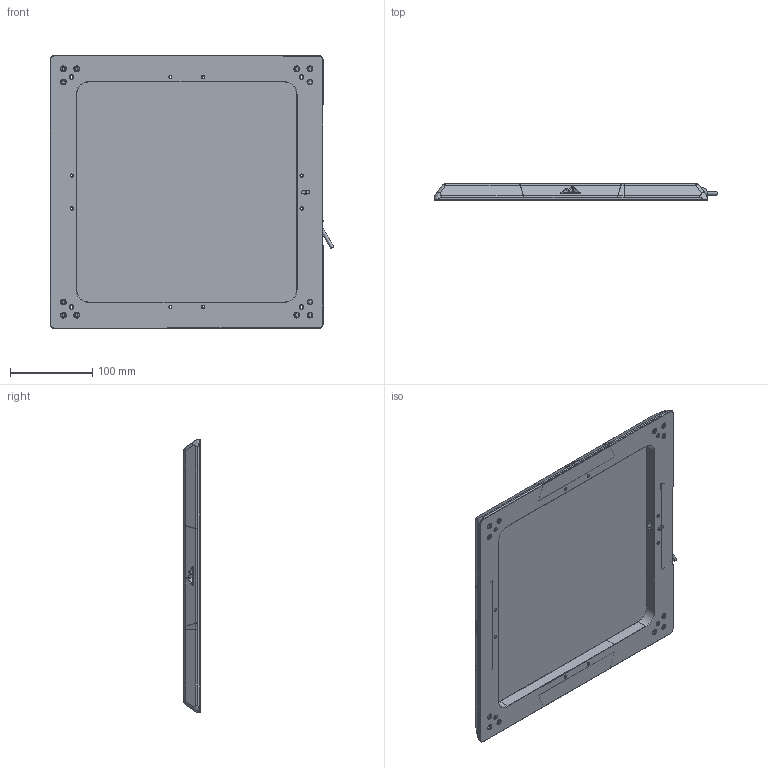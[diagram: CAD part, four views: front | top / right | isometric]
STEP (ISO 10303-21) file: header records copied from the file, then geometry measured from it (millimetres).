
FILE_DESCRIPTION(/* description */ (''),/* implementation_level */ '2;1');
FILE_NAME(/* name */ 'TopHat_tubefitting.stp',/* time_stamp */ '2023-09-21T14:33:38+09:00',/* author */ (''),/* organization */ (''),/* preprocessor_version */ 'ST-DEVELOPER v19.3',/* originating_system */ 'SIEMENS PLM Software NX2212.3001',/* authorisation */ '');
FILE_SCHEMA (('AUTOMOTIVE_DESIGN { 1 0 10303 214 3 1 1 1 }'));
Length unit declared in the file: millimetre
Products named in the file (1): FULLHAT_ANGLE
Bounding box: 345.03 x 20 x 332.01 mm (x, y, z)
Volume: 1072787.9 mm3; surface area: 338780.1 mm2
Topology: 9 solids, 9 shells, 619 faces, 1587 edges, 988 vertices
Faces by surface type: plane 307, cylinder 174, cone 76, bspline 43, sphere 16, torus 2, extrusion 1
Full cylindrical faces by diameter (mm): 2 x1, 3.2 x12, 3.4 x12, 4 x1, 4.1 x1, 4.7 x12, 4.8 x1, 5.11 x1, 5.4 x2, 6.2 x12, 7 x1, 8 x1
Entity records: 20807 total; most frequent: CARTESIAN_POINT 6211, ORIENTED_EDGE 2988, DIRECTION 2944, EDGE_CURVE 1494, AXIS2_PLACEMENT_3D 1028, VERTEX_POINT 961, VECTOR 888, LINE 887
